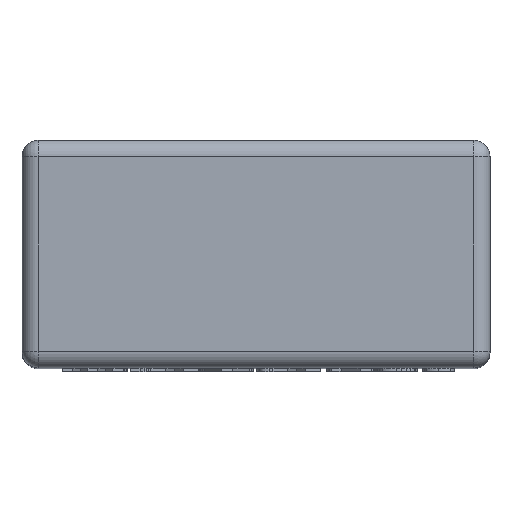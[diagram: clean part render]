
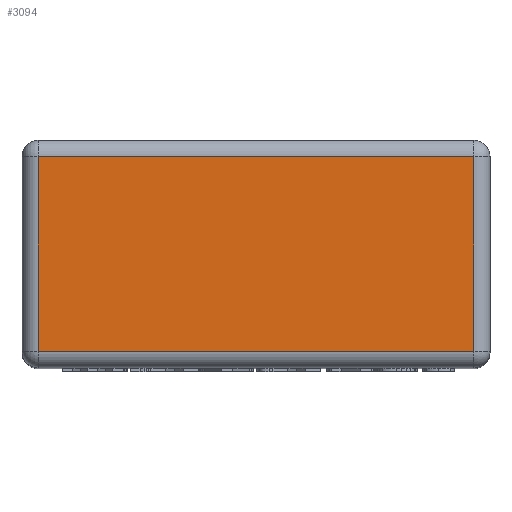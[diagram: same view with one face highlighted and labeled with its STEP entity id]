
A CAD part, top view. The second image highlights one B-rep face of the part: STEP entity #3094.
In plain terms, the highlighted planar face has unit normal (0, 0, 1).
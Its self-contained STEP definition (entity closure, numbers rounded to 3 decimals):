
#193 = VERTEX_POINT('',#194);
#194 = CARTESIAN_POINT('',(-3.35,1.5,8.5));
#201 = EDGE_CURVE('',#193,#202,#204,.T.);
#202 = VERTEX_POINT('',#203);
#203 = CARTESIAN_POINT('',(-3.35,-1.5,8.5));
#204 = LINE('',#205,#206);
#205 = CARTESIAN_POINT('',(-3.35,1.75,8.5));
#206 = VECTOR('',#207,1.);
#207 = DIRECTION('',(0.,-1.,0.));
#3094 = ADVANCED_FACE('',(#3095),#3120,.T.);
#3095 = FACE_BOUND('',#3096,.T.);
#3096 = EDGE_LOOP('',(#3097,#3105,#3113,#3119));
#3097 = ORIENTED_EDGE('',*,*,#3098,.T.);
#3098 = EDGE_CURVE('',#202,#3099,#3101,.T.);
#3099 = VERTEX_POINT('',#3100);
#3100 = CARTESIAN_POINT('',(3.35,-1.5,8.5));
#3101 = LINE('',#3102,#3103);
#3102 = CARTESIAN_POINT('',(-3.6,-1.5,8.5));
#3103 = VECTOR('',#3104,1.);
#3104 = DIRECTION('',(1.,0.,0.));
#3105 = ORIENTED_EDGE('',*,*,#3106,.F.);
#3106 = EDGE_CURVE('',#3107,#3099,#3109,.T.);
#3107 = VERTEX_POINT('',#3108);
#3108 = CARTESIAN_POINT('',(3.35,1.5,8.5));
#3109 = LINE('',#3110,#3111);
#3110 = CARTESIAN_POINT('',(3.35,1.75,8.5));
#3111 = VECTOR('',#3112,1.);
#3112 = DIRECTION('',(0.,-1.,0.));
#3113 = ORIENTED_EDGE('',*,*,#3114,.F.);
#3114 = EDGE_CURVE('',#193,#3107,#3115,.T.);
#3115 = LINE('',#3116,#3117);
#3116 = CARTESIAN_POINT('',(-3.6,1.5,8.5));
#3117 = VECTOR('',#3118,1.);
#3118 = DIRECTION('',(1.,0.,0.));
#3119 = ORIENTED_EDGE('',*,*,#201,.T.);
#3120 = PLANE('',#3121);
#3121 = AXIS2_PLACEMENT_3D('',#3122,#3123,#3124);
#3122 = CARTESIAN_POINT('',(-3.6,1.75,8.5));
#3123 = DIRECTION('',(0.,0.,1.));
#3124 = DIRECTION('',(1.,0.,0.));
